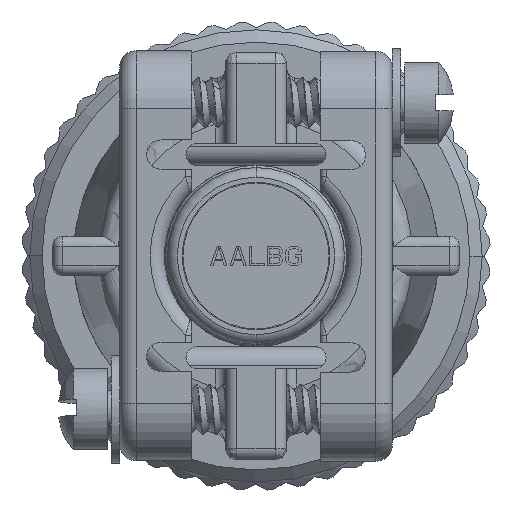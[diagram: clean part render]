
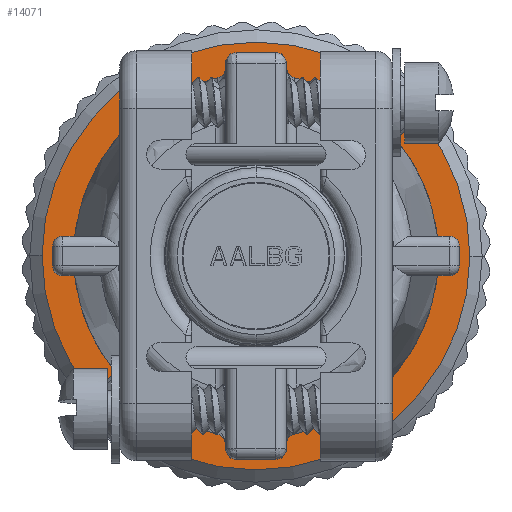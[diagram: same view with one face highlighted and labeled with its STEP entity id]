
A CAD part, front view. The second image highlights one B-rep face of the part: STEP entity #14071.
In plain terms, the highlighted planar face has unit normal (0, -1, 0).
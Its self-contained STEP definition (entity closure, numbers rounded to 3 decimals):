
#1440=CARTESIAN_POINT('',(0.,10.141,0.));
#1441=DIRECTION('',(0.,-1.,0.));
#1442=DIRECTION('',(-1.,0.,0.003));
#1443=AXIS2_PLACEMENT_3D('',#1440,#1441,#1442);
#1445=CARTESIAN_POINT('',(0.,10.141,0.));
#1446=DIRECTION('',(0.,1.,0.));
#1447=DIRECTION('',(-1.,0.,0.003));
#1448=AXIS2_PLACEMENT_3D('',#1445,#1446,#1447);
#1450=CARTESIAN_POINT('',(0.,10.141,0.));
#1451=DIRECTION('',(0.,1.,0.));
#1452=DIRECTION('',(-1.,0.,0.003));
#1453=AXIS2_PLACEMENT_3D('',#1450,#1451,#1452);
#1608=CARTESIAN_POINT('',(0.,10.141,0.));
#1609=DIRECTION('',(0.,-1.,0.));
#1610=DIRECTION('',(-1.,0.,0.003));
#1611=AXIS2_PLACEMENT_3D('',#1608,#1609,#1610);
#11411=CARTESIAN_POINT('',(-9.76,10.141,
0.027));
#11412=CARTESIAN_POINT('',(9.76,10.141,
-0.027));
#11413=VERTEX_POINT('',#11411);
#11414=VERTEX_POINT('',#11412);
#11960=CARTESIAN_POINT('',(-13.185,10.141,
0.037));
#11961=VERTEX_POINT('',#11960);
#11966=CARTESIAN_POINT('',(13.185,10.141,
-0.037));
#11967=VERTEX_POINT('',#11966);
#14056=CARTESIAN_POINT('',(0.,10.141,0.));
#14057=DIRECTION('',(0.,1.,0.));
#14058=DIRECTION('',(1.,0.,-0.003));
#14059=AXIS2_PLACEMENT_3D('',#14056,#14057,#14058);
#14060=PLANE('497',#14059);
#14061=ORIENTED_EDGE('2254',*,*,#14042,.F.);
#14062=ORIENTED_EDGE('2251',*,*,#14024,.T.);
#14063=EDGE_LOOP('497',(#14061,#14062));
#14064=FACE_OUTER_BOUND('497',#14063,.F.);
#14066=ORIENTED_EDGE('1876',*,*,#14065,.F.);
#14068=ORIENTED_EDGE('1878',*,*,#14067,.T.);
#14069=EDGE_LOOP('497',(#14066,#14068));
#14070=FACE_BOUND('497',#14069,.F.);
#1444=CIRCLE('2254',#1443,13.185);
#1449=CIRCLE('2251',#1448,13.185);
#1454=CIRCLE('1876',#1453,9.76);
#1612=CIRCLE('1878',#1611,9.76);
#14024=EDGE_CURVE('2251',#11961,#11967,#1449,.T.);
#14042=EDGE_CURVE('2254',#11961,#11967,#1444,.T.);
#14065=EDGE_CURVE('1876',#11413,#11414,#1454,.T.);
#14067=EDGE_CURVE('1878',#11413,#11414,#1612,.T.);
#14071=ADVANCED_FACE('497',(#14064,#14070),#14060,.F.);
